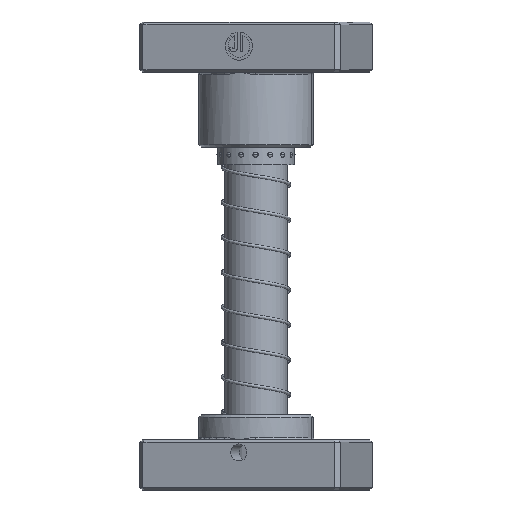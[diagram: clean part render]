
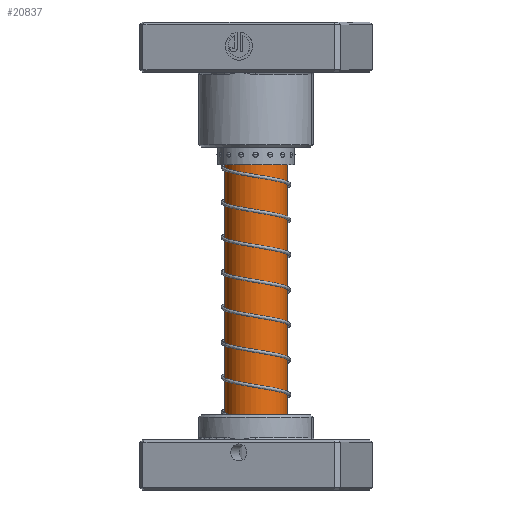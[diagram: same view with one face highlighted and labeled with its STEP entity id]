
A CAD part, front view. The second image highlights one B-rep face of the part: STEP entity #20837.
In plain terms, the highlighted cylindrical face has radius 12.5 mm (diameter 25 mm), a partial arc.
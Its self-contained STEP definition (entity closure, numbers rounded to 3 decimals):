
#1023 = DIRECTION ( 'NONE',  ( 0., 0., -1. ) ) ;
#1037 = AXIS2_PLACEMENT_3D ( 'NONE', #7839, #30548, #11122 ) ;
#2294 = VECTOR ( 'NONE', #1023, 1000. ) ;
#2549 = DIRECTION ( 'NONE',  ( 0., 0., -1. ) ) ;
#4303 = ORIENTED_EDGE ( 'NONE', *, *, #10761, .F. ) ;
#5407 = DIRECTION ( 'NONE',  ( -1., 0., 0. ) ) ;
#7426 = CARTESIAN_POINT ( 'NONE',  ( -12.5, 0., 160. ) ) ;
#7839 = CARTESIAN_POINT ( 'NONE',  ( 0., 0., 19.25 ) ) ;
#8060 = CARTESIAN_POINT ( 'NONE',  ( 12.5, 0., 157.5 ) ) ;
#8188 = DIRECTION ( 'NONE',  ( 0., 0., -1. ) ) ;
#10513 = VECTOR ( 'NONE', #27151, 1000. ) ;
#10761 = EDGE_CURVE ( 'NONE', #31472, #39685, #17702, .T. ) ;
#10947 = LINE ( 'NONE', #7426, #2294 ) ;
#11122 = DIRECTION ( 'NONE',  ( -1., 0., 0. ) ) ;
#11962 = EDGE_CURVE ( 'NONE', #38303, #39685, #10947, .T. ) ;
#12944 = CYLINDRICAL_SURFACE ( 'NONE', #13942, 12.5 ) ;
#13942 = AXIS2_PLACEMENT_3D ( 'NONE', #15504, #2549, #5407 ) ;
#15504 = CARTESIAN_POINT ( 'NONE',  ( 0., 0., 160. ) ) ;
#15778 = CARTESIAN_POINT ( 'NONE',  ( -12.5, 0., 157.5 ) ) ;
#15779 = ORIENTED_EDGE ( 'NONE', *, *, #38571, .T. ) ;
#16418 = VERTEX_POINT ( 'NONE', #8060 ) ;
#17368 = CARTESIAN_POINT ( 'NONE',  ( 12.5, 0., 160. ) ) ;
#17702 = CIRCLE ( 'NONE', #1037, 12.5 ) ;
#19640 = ORIENTED_EDGE ( 'NONE', *, *, #36572, .F. ) ;
#20186 = LINE ( 'NONE', #17368, #10513 ) ;
#20837 = ADVANCED_FACE ( 'NONE', ( #30165 ), #12944, .T. ) ;
#27120 = CARTESIAN_POINT ( 'NONE',  ( -12.5, 0., 19.25 ) ) ;
#27151 = DIRECTION ( 'NONE',  ( 0., 0., -1. ) ) ;
#27635 = CARTESIAN_POINT ( 'NONE',  ( 0., 0., 157.5 ) ) ;
#28136 = CIRCLE ( 'NONE', #39231, 12.5 ) ;
#30165 = FACE_OUTER_BOUND ( 'NONE', #30396, .T. ) ;
#30396 = EDGE_LOOP ( 'NONE', ( #19640, #15779, #41131, #4303 ) ) ;
#30548 = DIRECTION ( 'NONE',  ( 0., 0., -1. ) ) ;
#30886 = DIRECTION ( 'NONE',  ( 1., 0., 0. ) ) ;
#31472 = VERTEX_POINT ( 'NONE', #36483 ) ;
#36483 = CARTESIAN_POINT ( 'NONE',  ( 12.5, 0., 19.25 ) ) ;
#36572 = EDGE_CURVE ( 'NONE', #16418, #31472, #20186, .T. ) ;
#38303 = VERTEX_POINT ( 'NONE', #15778 ) ;
#38571 = EDGE_CURVE ( 'NONE', #16418, #38303, #28136, .T. ) ;
#39231 = AXIS2_PLACEMENT_3D ( 'NONE', #27635, #8188, #30886 ) ;
#39685 = VERTEX_POINT ( 'NONE', #27120 ) ;
#41131 = ORIENTED_EDGE ( 'NONE', *, *, #11962, .T. ) ;
